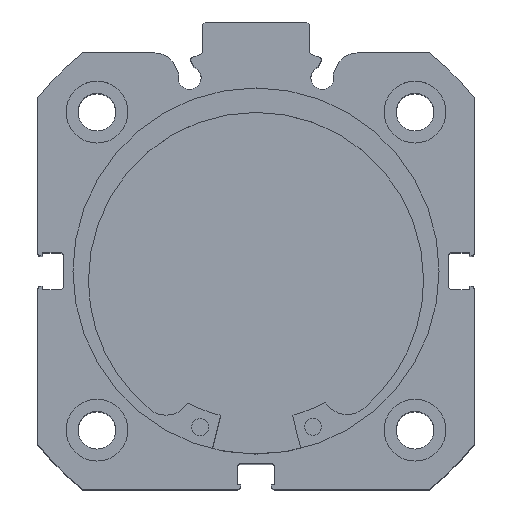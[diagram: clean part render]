
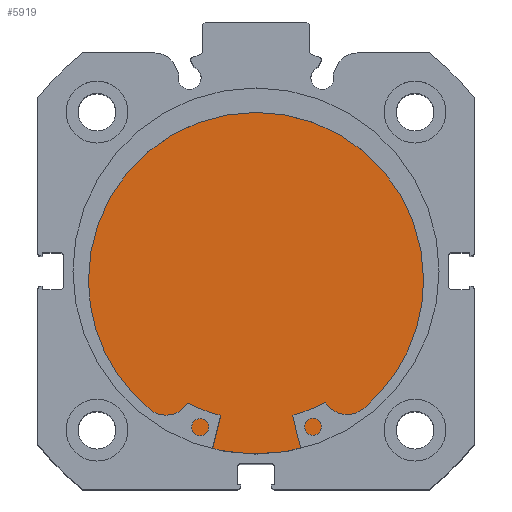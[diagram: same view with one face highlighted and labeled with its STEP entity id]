
A CAD part, top view. The second image highlights one B-rep face of the part: STEP entity #5919.
In plain terms, the highlighted face is planar.
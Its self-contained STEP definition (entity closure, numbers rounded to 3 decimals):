
#1308 = VERTEX_POINT ( 'NONE', #4359 ) ;
#1309 = VERTEX_POINT ( 'NONE', #4360 ) ;
#1531 = EDGE_LOOP ( 'NONE', ( #2877, #2876 ) ) ;
#2333 = CIRCLE ( 'NONE', #2539, 32.5 ) ;
#2539 = AXIS2_PLACEMENT_3D ( 'NONE', #2643, #2650, #2651 ) ;
#2643 = CARTESIAN_POINT ( 'NONE',  ( 9.5, 0., 0. ) ) ;
#2650 = DIRECTION ( 'NONE',  ( -1., 0., 0. ) ) ;
#2651 = DIRECTION ( 'NONE',  ( 0., 0., 1. ) ) ;
#2876 = ORIENTED_EDGE ( 'NONE', *, *, #6535, .F. ) ;
#2877 = ORIENTED_EDGE ( 'NONE', *, *, #6019, .F. ) ;
#3634 = FACE_OUTER_BOUND ( 'NONE', #1531, .T. ) ;
#3817 = CIRCLE ( 'NONE', #6763, 32.5 ) ;
#4359 = CARTESIAN_POINT ( 'NONE',  ( 9.5, 0., 32.5 ) ) ;
#4360 = CARTESIAN_POINT ( 'NONE',  ( 9.5, 0., -32.5 ) ) ;
#4929 = CARTESIAN_POINT ( 'NONE',  ( 9.5, 32.5, 0. ) ) ;
#4930 = PLANE ( 'NONE',  #6698 ) ;
#4932 = DIRECTION ( 'NONE',  ( -1., 0., 0. ) ) ;
#4933 = DIRECTION ( 'NONE',  ( 0., 0., 1. ) ) ;
#5221 = CARTESIAN_POINT ( 'NONE',  ( 9.5, 0., 0. ) ) ;
#5222 = DIRECTION ( 'NONE',  ( -1., 0., 0. ) ) ;
#5223 = DIRECTION ( 'NONE',  ( 0., 0., 1. ) ) ;
#5919 = ADVANCED_FACE ( 'NONE', ( #3634 ), #4930, .F. ) ;
#6019 = EDGE_CURVE ( 'NONE', #1308, #1309, #3817, .T. ) ;
#6535 = EDGE_CURVE ( 'NONE', #1309, #1308, #2333, .T. ) ;
#6698 = AXIS2_PLACEMENT_3D ( 'NONE', #4929, #4932, #4933 ) ;
#6763 = AXIS2_PLACEMENT_3D ( 'NONE', #5221, #5222, #5223 ) ;
